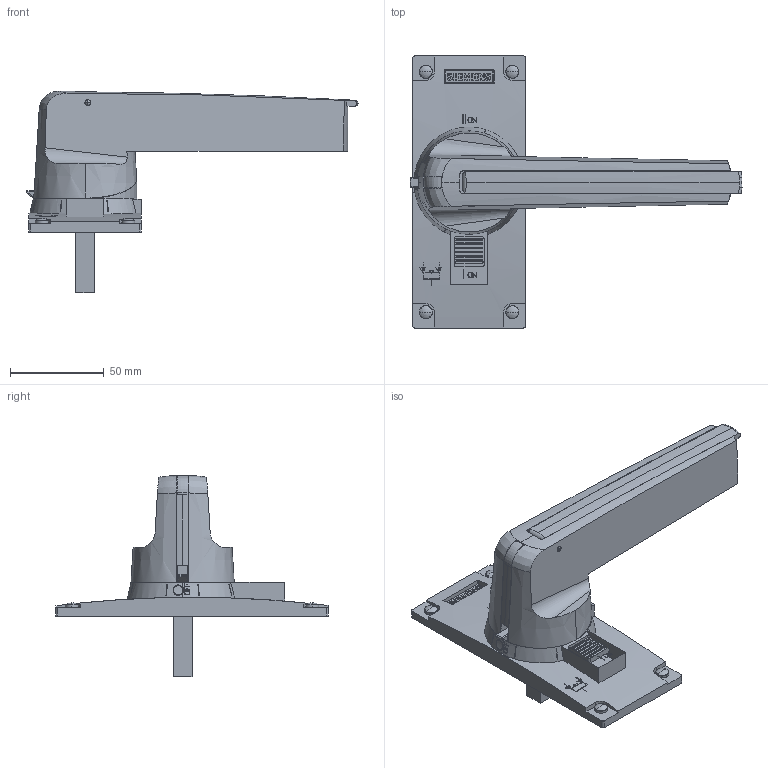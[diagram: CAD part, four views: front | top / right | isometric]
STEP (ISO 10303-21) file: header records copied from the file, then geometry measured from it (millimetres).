
FILE_DESCRIPTION(('STEP AP214'),'1');
FILE_NAME('cctmp_586D5BED-F1FD-4FE0-8638-6324AB2361FF_2025_06_25_09_47_20_0812..stp','2025-06-25T07:47:21',('SIEMENS A&D'),('CADClick - www.CADClick.com'),'Spatial InterOp 3D postprocessed',' ','unknown authorization');
FILE_SCHEMA(('AUTOMOTIVE_DESIGN'));
Length unit declared in the file: millimetre
Products named in the file (1): 2025_06_25_09_47_20_0800
Bounding box: 176.83 x 144.9 x 107.29 mm (x, y, z)
Volume: 271007 mm3; surface area: 48882.5 mm2
Topology: 1 solids, 1 shells, 671 faces, 1805 edges, 1167 vertices
Faces by surface type: plane 426, cylinder 159, cone 31, torus 23, sphere 20, bspline 12
Entity records: 40219 total; most frequent: CARTESIAN_POINT 9644, STYLED_ITEM 3618, PRESENTATION_STYLE_ASSIGNMENT 3618, ORIENTED_EDGE 3558, DIRECTION 3446, EDGE_CURVE 1779, CURVE_STYLE 1779, DRAUGHTING_PRE_DEFINED_CURVE_FONT 1779
